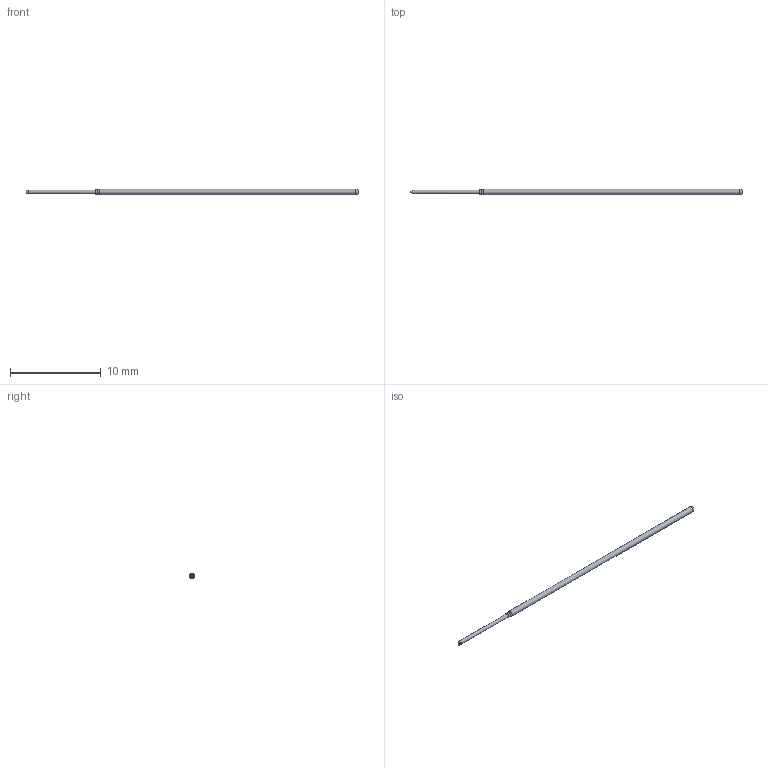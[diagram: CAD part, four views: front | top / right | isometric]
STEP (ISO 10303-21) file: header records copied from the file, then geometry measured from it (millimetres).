
FILE_DESCRIPTION (( 'STEP AP214' ), '1' );
FILE_NAME ('039-258R.STEP', '2020-02-20T13:14:11', ( '' ), ( '' ), 'SwSTEP 2.0', 'SolidWorks 2019', '' );
FILE_SCHEMA (( 'AUTOMOTIVE_DESIGN' ));
Length unit declared in the file: inch
Products named in the file (1): 039-258R
Bounding box: 36.5 x 0.62 x 0.62 mm (x, y, z)
Volume: 9.5 mm3; surface area: 65.6 mm2
Topology: 1 solids, 1 shells, 16 faces, 34 edges, 21 vertices
Faces by surface type: bspline 8, cylinder 3, plane 3, torus 1, cone 1
Full cylindrical faces by diameter (mm): 0.401 x1, 0.523 x1, 0.617 x1
Entity records: 1706 total; most frequent: CARTESIAN_POINT 1201, ORIENTED_EDGE 56, DIRECTION 30, EDGE_CURVE 28, B_SPLINE_CURVE_WITH_KNOTS 22, EDGE_LOOP 22, FACE_OUTER_BOUND 20, VERTEX_POINT 20
